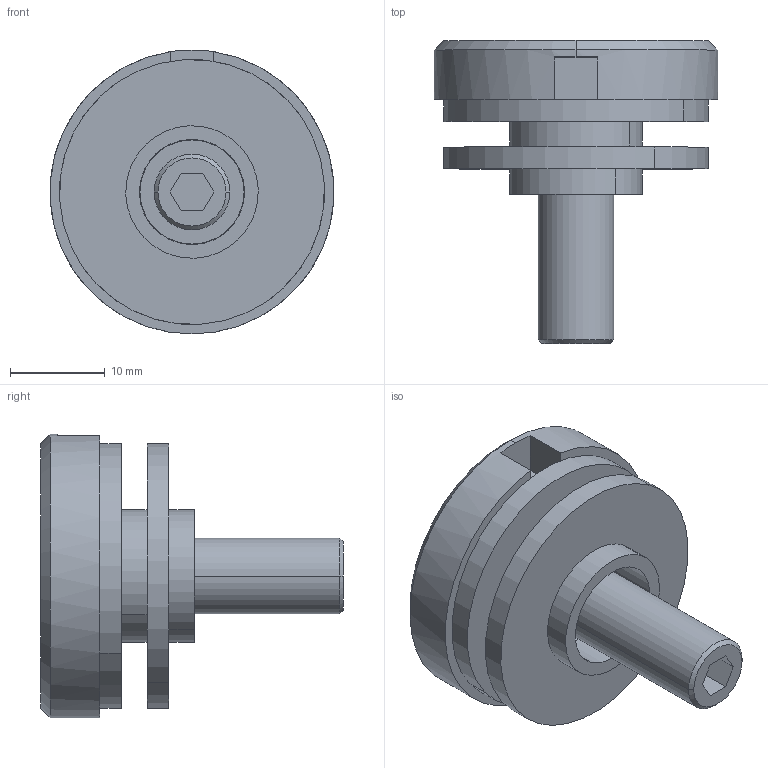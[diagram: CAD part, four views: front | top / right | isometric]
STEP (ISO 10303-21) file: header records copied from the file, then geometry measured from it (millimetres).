
FILE_DESCRIPTION (( 'STEP AP203' ), '1' );
FILE_NAME ('BR-OT30-V2A.STEP', '2018-05-24T06:47:56', ( '' ), ( '' ), 'SwSTEP 2.0', 'SolidWorks 2015', '' );
FILE_SCHEMA (( 'CONFIG_CONTROL_DESIGN' ));
Length unit declared in the file: millimetre
Products named in the file (4): BR-OT30-XXX Teil1_BR-OT30-V2A; BR-OT30-XXX Teil2_BR-OT30-XXX Teil2; BR-OT30-V2A; DIN913 M8xXX Konfig_DIN913 M8x30
Assembly tree (4 placements, depth 2):
  BR-OT30-V2A
    BR-OT30-XXX Teil1_BR-OT30-V2A
    DIN913 M8xXX Konfig_DIN913 M8x30
    BR-OT30-XXX Teil2_BR-OT30-XXX Teil2  x2
Bounding box: 30 x 32 x 30 mm (x, y, z)
Volume: 8531.7 mm3; surface area: 6299.7 mm2
Topology: 4 solids, 4 shells, 293 faces, 750 edges, 498 vertices
Faces by surface type: plane 168, bspline 99, cylinder 20, cone 6
Entity records: 14476 total; most frequent: CARTESIAN_POINT 7744, ORIENTED_EDGE 1464, DIRECTION 954, EDGE_CURVE 732, VECTOR 498, LINE 498, VERTEX_POINT 486, EDGE_LOOP 318
